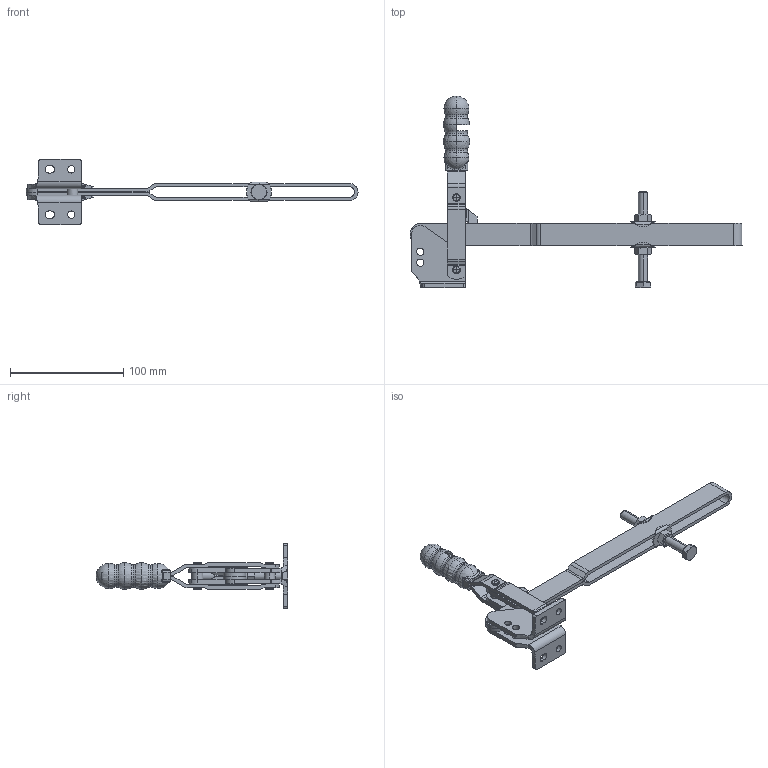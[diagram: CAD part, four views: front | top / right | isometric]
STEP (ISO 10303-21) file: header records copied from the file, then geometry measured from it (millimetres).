
FILE_DESCRIPTION(('CATIA V5 STEP Exchange'),'2;1');
FILE_NAME('VERTIKALSPANNER_TS_V_290_UB_L175_357860_TUENKERS.stp','2019-02-06T07:05:54+00:00',('none'),('none'),'CATIA Version 5 Release 19 SP 9 (IN-10)','CATIA V5 STEP AP214','none');
FILE_SCHEMA(('AUTOMOTIVE_DESIGN { 1 0 10303 214 1 1 1 1 }'));
Length unit declared in the file: millimetre
Products named in the file (1): VERTIKALSPANNER_TS_V_290_UB_L175_357860
Bounding box: 293.56 x 169.49 x 58.01 mm (x, y, z)
Volume: 96716.3 mm3; surface area: 60764.7 mm2
Topology: 1 solids, 2 shells, 421 faces, 1264 edges, 804 vertices
Faces by surface type: cylinder 163, plane 138, torus 40, sphere 32, bspline 30, cone 18
Entity records: 18452 total; most frequent: CARTESIAN_POINT 7959, ORIENTED_EDGE 2432, DIRECTION 1659, EDGE_CURVE 1216, VERTEX_POINT 804, AXIS2_PLACEMENT_3D 794, VECTOR 483, LINE 483
